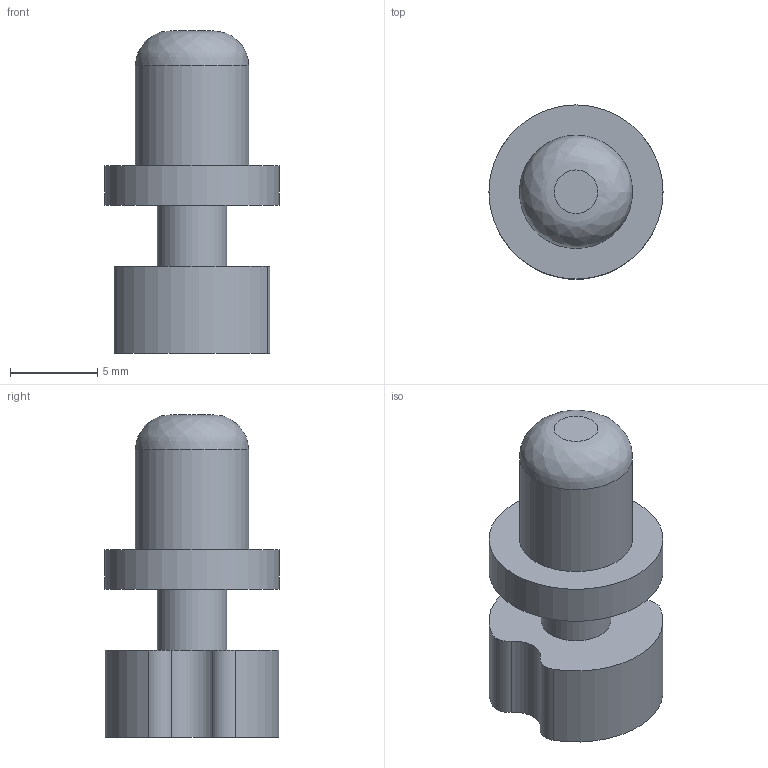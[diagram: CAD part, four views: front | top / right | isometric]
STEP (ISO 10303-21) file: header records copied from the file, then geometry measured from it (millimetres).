
FILE_DESCRIPTION(/* description */ (''),/* implementation_level */ '2;1');
FILE_NAME(/* name */ 'CH5-6 Button Insert with Hanger.step',/* time_stamp */ '2020-07-12T19:44:59-04:00',/* author */ (''),/* organization */ (''),/* preprocessor_version */ 'ST-DEVELOPER v18.1',/* originating_system */ 'Autodesk Translation Framework v9.3.0.1241',/* authorisation */ '');
FILE_SCHEMA (('AUTOMOTIVE_DESIGN { 1 0 10303 214 3 1 1 }'));
Length unit declared in the file: millimetre
Products named in the file (1): Untitled
Bounding box: 10 x 10 x 18.5 mm (x, y, z)
Volume: 818.7 mm3; surface area: 689.3 mm2
Topology: 1 solids, 1 shells, 17 faces, 35 edges, 23 vertices
Faces by surface type: cylinder 11, plane 5, bspline 1
Full cylindrical faces by diameter (mm): 4 x1, 6.5 x1, 10 x1
Entity records: 520 total; most frequent: CARTESIAN_POINT 102, DIRECTION 93, ORIENTED_EDGE 70, AXIS2_PLACEMENT_3D 41, EDGE_CURVE 35, CIRCLE 24, VERTEX_POINT 23, EDGE_LOOP 20
